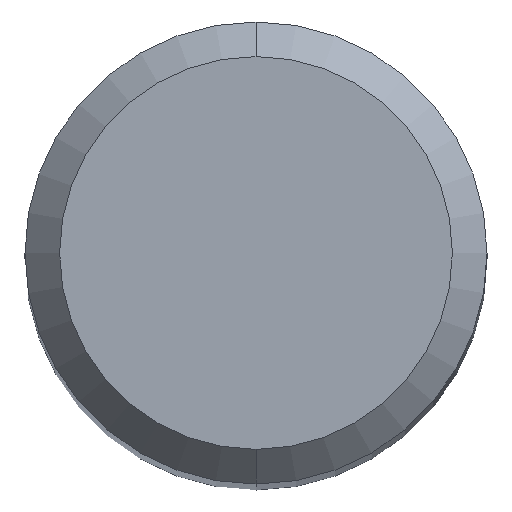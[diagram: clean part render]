
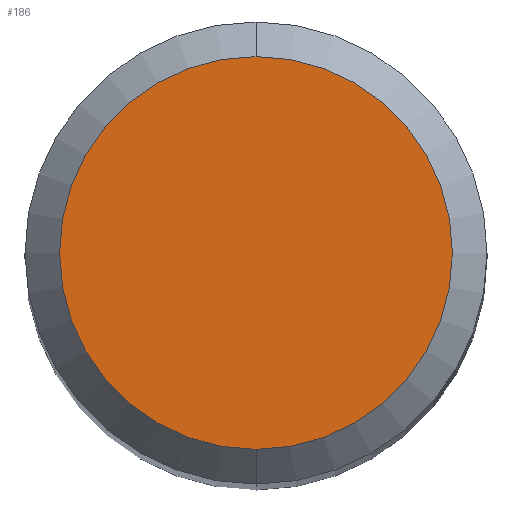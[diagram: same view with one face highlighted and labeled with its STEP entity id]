
A CAD part, top view. The second image highlights one B-rep face of the part: STEP entity #186.
In plain terms, the highlighted planar face has unit normal (0, 0, 1).
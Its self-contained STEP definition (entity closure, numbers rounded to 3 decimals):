
#110=EDGE_CURVE('',#174,#132,#275,.T.);
#132=VERTEX_POINT('',#299);
#174=VERTEX_POINT('',#347);
#186=ADVANCED_FACE('',(#359),#360,.T.);
#188=EDGE_CURVE('',#132,#174,#362,.T.);
#275=CIRCLE('',#454,1.7);
#299=CARTESIAN_POINT('',(0.,-1.7,0.0));
#347=CARTESIAN_POINT('',(0.0,1.7,0.0));
#359=FACE_OUTER_BOUND('',#559,.T.);
#360=PLANE('',#560);
#362=CIRCLE('',#563,1.7);
#454=AXIS2_PLACEMENT_3D('',#654,#655,#656);
#559=EDGE_LOOP('',(#756,#757));
#560=AXIS2_PLACEMENT_3D('',#758,#759,#760);
#563=AXIS2_PLACEMENT_3D('',#761,#762,#763);
#654=CARTESIAN_POINT('',(0.0,0.0,0.0));
#655=DIRECTION('',(0.0,0.0,-1.0));
#656=DIRECTION('',(0.0,1.0,0.0));
#756=ORIENTED_EDGE('',*,*,#110,.F.);
#757=ORIENTED_EDGE('',*,*,#188,.F.);
#758=CARTESIAN_POINT('',(0.0,0.85,0.0));
#759=DIRECTION('',(-0.0,0.0,1.0));
#760=DIRECTION('',(0.0,-1.0,0.0));
#761=CARTESIAN_POINT('',(0.0,0.0,0.0));
#762=DIRECTION('',(0.0,0.0,-1.0));
#763=DIRECTION('',(0.0,1.0,0.0));
